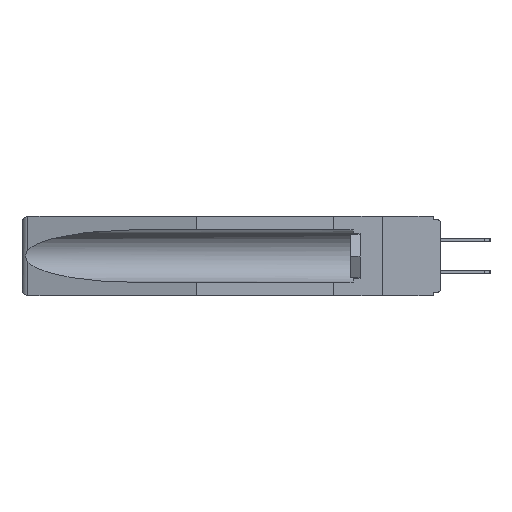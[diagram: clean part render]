
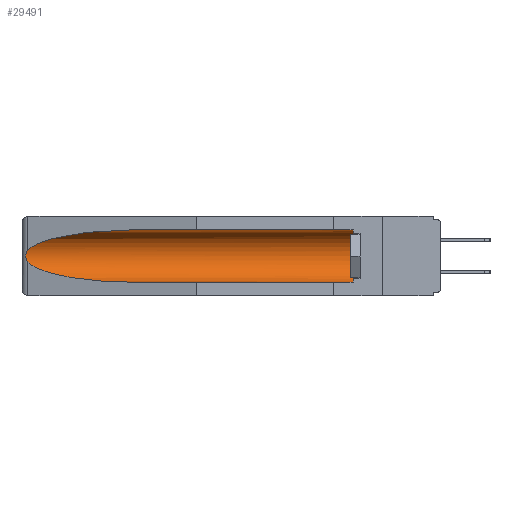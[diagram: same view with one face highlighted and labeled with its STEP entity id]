
A CAD part, left-side view. The second image highlights one B-rep face of the part: STEP entity #29491.
In plain terms, the highlighted cylindrical face has radius 2.857 mm (diameter 5.715 mm), a partial arc.
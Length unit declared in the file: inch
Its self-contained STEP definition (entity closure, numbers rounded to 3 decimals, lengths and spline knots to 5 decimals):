
#71 = EDGE_CURVE ( 'NONE', #4769, #6626, #30784, .T. ) ;
#392 = LINE ( 'NONE', #28877, #1557 ) ;
#488 = CARTESIAN_POINT ( 'NONE',  ( 0.25451, 1.48313, -0.24835 ) ) ;
#1092 = CARTESIAN_POINT ( 'NONE',  ( 0.155, 0.126, -0.284 ) ) ;
#1557 = VECTOR ( 'NONE', #31411, 39.37008 ) ;
#1624 = ORIENTED_EDGE ( 'NONE', *, *, #14554, .T. ) ;
#1986 = CARTESIAN_POINT ( 'NONE',  ( 0.26654, 1.53092, -0.15636 ) ) ;
#2097 = CARTESIAN_POINT ( 'NONE',  ( 0.26597, 1.52961, -0.15275 ) ) ;
#2485 = DIRECTION ( 'NONE',  ( 0., 1., 0. ) ) ;
#3404 = CARTESIAN_POINT ( 'NONE',  ( 0.21114, 1.30732, -0.059 ) ) ;
#3445 = CIRCLE ( 'NONE', #19525, 0.1125 ) ;
#3493 = DIRECTION ( 'NONE',  ( 0., -1., 0. ) ) ;
#3737 = ORIENTED_EDGE ( 'NONE', *, *, #16975, .F. ) ;
#4631 = CARTESIAN_POINT ( 'NONE',  ( 0.26537, 1.52718, -0.19328 ) ) ;
#4769 = VERTEX_POINT ( 'NONE', #15436 ) ;
#4993 = ORIENTED_EDGE ( 'NONE', *, *, #13041, .T. ) ;
#5518 =( BOUNDED_CURVE ( )  B_SPLINE_CURVE ( 3, ( #30563, #3404, #30984, #8108 ),
 .UNSPECIFIED., .F., .T. ) 
 B_SPLINE_CURVE_WITH_KNOTS ( ( 4, 4 ),
 ( 4.71239, 6.08839 ),
 .UNSPECIFIED. ) 
 CURVE ( )  GEOMETRIC_REPRESENTATION_ITEM ( )  RATIONAL_B_SPLINE_CURVE ( ( 1., 0.848, 0.848, 1. ) ) 
 REPRESENTATION_ITEM ( '' )  );
#6626 = VERTEX_POINT ( 'NONE', #18160 ) ;
#7794 = ORIENTED_EDGE ( 'NONE', *, *, #25718, .T. ) ;
#7869 = VERTEX_POINT ( 'NONE', #28452 ) ;
#7913 = CARTESIAN_POINT ( 'NONE',  ( 0.26537, 1.52718, -0.19328 ) ) ;
#8108 = CARTESIAN_POINT ( 'NONE',  ( 0.26537, 1.52718, -0.14972 ) ) ;
#8454 = VECTOR ( 'NONE', #2485, 39.37008 ) ;
#8601 = VERTEX_POINT ( 'NONE', #8811 ) ;
#8811 = CARTESIAN_POINT ( 'NONE',  ( 0.155, 1.07973, -0.284 ) ) ;
#9215 = CARTESIAN_POINT ( 'NONE',  ( 0.2675, 1.53308, -0.16763 ) ) ;
#9316 = CARTESIAN_POINT ( 'NONE',  ( 0.155, -0.30754, -0.059 ) ) ;
#10351 = B_SPLINE_CURVE_WITH_KNOTS ( 'NONE', 3,
 ( #11961, #2097, #1986, #19676, #9215, #19563, #27079, #14259, #29569, #4631 ),
 .UNSPECIFIED., .F., .F.,
 ( 4, 2, 2, 2, 4 ),
 ( 0., 0.00029, 0.00058, 0.00087, 0.00117 ),
 .UNSPECIFIED. ) ;
#11205 = DIRECTION ( 'NONE',  ( 0., 0., 1. ) ) ;
#11464 = VERTEX_POINT ( 'NONE', #19894 ) ;
#11744 = VERTEX_POINT ( 'NONE', #1092 ) ;
#11961 = CARTESIAN_POINT ( 'NONE',  ( 0.26537, 1.52718, -0.14972 ) ) ;
#13041 = EDGE_CURVE ( 'NONE', #7869, #8601, #21450, .T. ) ;
#13046 = AXIS2_PLACEMENT_3D ( 'NONE', #28921, #26443, #11205 ) ;
#13176 = CARTESIAN_POINT ( 'NONE',  ( 0.21114, 1.30732, -0.284 ) ) ;
#13234 = DIRECTION ( 'NONE',  ( 0., 0., 1. ) ) ;
#14259 = CARTESIAN_POINT ( 'NONE',  ( 0.26655, 1.53094, -0.18657 ) ) ;
#14554 = EDGE_CURVE ( 'NONE', #11464, #7869, #10351, .T. ) ;
#15436 = CARTESIAN_POINT ( 'NONE',  ( 0.155, 0.126, -0.059 ) ) ;
#16975 = EDGE_CURVE ( 'NONE', #11744, #8601, #392, .T. ) ;
#18160 = CARTESIAN_POINT ( 'NONE',  ( 0.155, 1.07973, -0.059 ) ) ;
#18198 = CARTESIAN_POINT ( 'NONE',  ( 0.155, 0.126, -0.1715 ) ) ;
#18373 = EDGE_CURVE ( 'NONE', #6626, #11464, #5518, .T. ) ;
#19297 = FACE_OUTER_BOUND ( 'NONE', #32235, .T. ) ;
#19525 = AXIS2_PLACEMENT_3D ( 'NONE', #18198, #3493, #13234 ) ;
#19563 = CARTESIAN_POINT ( 'NONE',  ( 0.2675, 1.53308, -0.17534 ) ) ;
#19676 = CARTESIAN_POINT ( 'NONE',  ( 0.2673, 1.5327, -0.16383 ) ) ;
#19824 = ORIENTED_EDGE ( 'NONE', *, *, #18373, .T. ) ;
#19894 = CARTESIAN_POINT ( 'NONE',  ( 0.26537, 1.52718, -0.14972 ) ) ;
#21450 =( BOUNDED_CURVE ( )  B_SPLINE_CURVE ( 3, ( #7913, #488, #13176, #25474 ),
 .UNSPECIFIED., .F., .F. ) 
 B_SPLINE_CURVE_WITH_KNOTS ( ( 4, 4 ),
 ( 0.1948, 1.5708 ),
 .UNSPECIFIED. ) 
 CURVE ( )  GEOMETRIC_REPRESENTATION_ITEM ( )  RATIONAL_B_SPLINE_CURVE ( ( 1., 0.848, 0.848, 1. ) ) 
 REPRESENTATION_ITEM ( '' )  );
#21638 = CYLINDRICAL_SURFACE ( 'NONE', #13046, 0.1125 ) ;
#24415 = ORIENTED_EDGE ( 'NONE', *, *, #71, .T. ) ;
#25474 = CARTESIAN_POINT ( 'NONE',  ( 0.155, 1.07973, -0.284 ) ) ;
#25718 = EDGE_CURVE ( 'NONE', #11744, #4769, #3445, .T. ) ;
#26443 = DIRECTION ( 'NONE',  ( 0., 1., 0. ) ) ;
#27079 = CARTESIAN_POINT ( 'NONE',  ( 0.2673, 1.53269, -0.17917 ) ) ;
#28452 = CARTESIAN_POINT ( 'NONE',  ( 0.26537, 1.52718, -0.19328 ) ) ;
#28877 = CARTESIAN_POINT ( 'NONE',  ( 0.155, -0.30754, -0.284 ) ) ;
#28921 = CARTESIAN_POINT ( 'NONE',  ( 0.155, -0.30754, -0.1715 ) ) ;
#29491 = ADVANCED_FACE ( 'NONE', ( #19297 ), #21638, .F. ) ;
#29569 = CARTESIAN_POINT ( 'NONE',  ( 0.26597, 1.5296, -0.19026 ) ) ;
#30563 = CARTESIAN_POINT ( 'NONE',  ( 0.155, 1.07973, -0.059 ) ) ;
#30784 = LINE ( 'NONE', #9316, #8454 ) ;
#30984 = CARTESIAN_POINT ( 'NONE',  ( 0.25451, 1.48313, -0.09465 ) ) ;
#31411 = DIRECTION ( 'NONE',  ( 0., 1., 0. ) ) ;
#32235 = EDGE_LOOP ( 'NONE', ( #19824, #1624, #4993, #3737, #7794, #24415 ) ) ;
